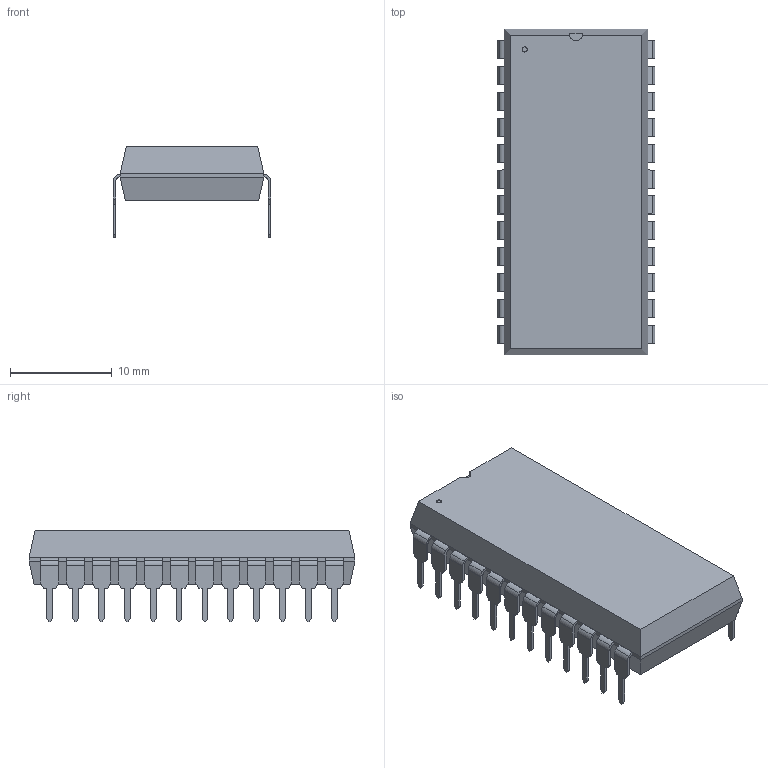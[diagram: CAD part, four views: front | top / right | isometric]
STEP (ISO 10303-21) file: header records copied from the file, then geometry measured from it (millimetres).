
FILE_DESCRIPTION((''),'2;1');
FILE_NAME('DIP24-600.stp','2009-03-03T10:42:11',(''),(''),'Mechanical Desktop 2006','Mechanical Desktop 2006',', , ');
FILE_SCHEMA(('AUTOMOTIVE_DESIGN { 1 2 10303 214 0 1 1 1 }'));
Length unit declared in the file: millimetre
Products named in the file (1): Product
Bounding box: 15.49 x 32 x 9.02 mm (x, y, z)
Volume: 2330.8 mm3; surface area: 1766.3 mm2
Topology: 25 solids, 25 shells, 501 faces, 1342 edges, 892 vertices
Faces by surface type: bspline 240, plane 208, cylinder 53
Entity records: 16148 total; most frequent: CARTESIAN_POINT 4128, ORIENTED_EDGE 2684, DIRECTION 2070, EDGE_CURVE 1342, VECTOR 1138, LINE 1138, VERTEX_POINT 892, EDGE_LOOP 502
